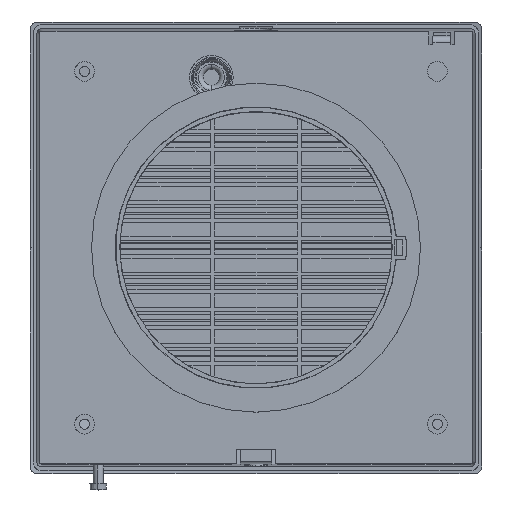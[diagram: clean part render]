
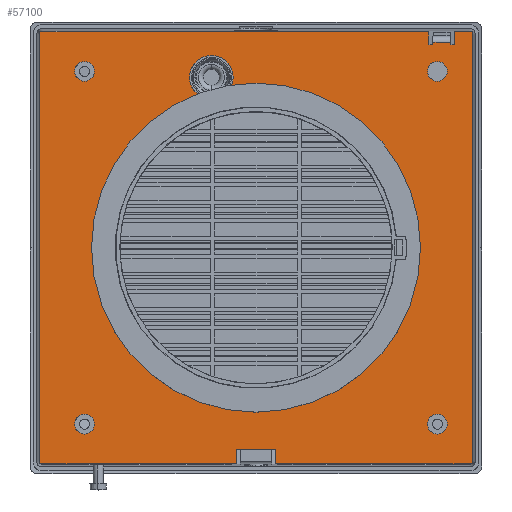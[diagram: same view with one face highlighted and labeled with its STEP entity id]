
A CAD part, top view. The second image highlights one B-rep face of the part: STEP entity #57100.
In plain terms, the highlighted planar face has unit normal (0, 0, 1).
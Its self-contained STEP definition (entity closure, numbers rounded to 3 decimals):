
#4710=CARTESIAN_POINT('',(100.253,104.751,
20.965));
#4720=VERTEX_POINT('',#4710);
#4750=CARTESIAN_POINT('',(-0.768,104.751,
20.965));
#4760=DIRECTION('',(-1.,0.,0.));
#4770=VECTOR('',#4760,1.);
#4780=LINE('',#4750,#4770);
#4790=CARTESIAN_POINT('',(98.25,104.751,
20.965));
#4800=VERTEX_POINT('',#4790);
#4810=EDGE_CURVE('',#4720,#4800,#4780,.T.);
#5030=CARTESIAN_POINT('',(89.25,104.751,
20.965));
#5040=VERTEX_POINT('',#5030);
#5070=CARTESIAN_POINT('',(-0.768,104.751,
20.965));
#5080=DIRECTION('',(-1.,0.,0.));
#5090=VECTOR('',#5080,1.);
#5100=LINE('',#5070,#5090);
#5110=CARTESIAN_POINT('',(87.247,104.751,
20.965));
#5120=VERTEX_POINT('',#5110);
#5130=EDGE_CURVE('',#5040,#5120,#5100,.T.);
#12140=CARTESIAN_POINT('',(98.25,99.706,20.965))
;
#12150=DIRECTION('',(0.,-1.,0.));
#12160=VECTOR('',#12150,1.);
#12170=LINE('',#12140,#12160);
#12180=CARTESIAN_POINT('',(98.25,106.001,
20.965));
#12190=VERTEX_POINT('',#12180);
#12200=EDGE_CURVE('',#12190,#4800,#12170,.T.);
#15620=CARTESIAN_POINT('',(76.212,8.748,
20.965));
#15630=VERTEX_POINT('',#15620);
#21680=CARTESIAN_POINT('',(71.202,-4.247,
20.965));
#21690=VERTEX_POINT('',#21680);
#21860=CARTESIAN_POINT('',(-9.956,-99.293,
20.965));
#21870=VERTEX_POINT('',#21860);
#22040=CARTESIAN_POINT('',(-9.956,-106.749,
20.965));
#22050=VERTEX_POINT('',#22040);
#22080=CARTESIAN_POINT('',(-9.956,99.706,20.965)
);
#22090=DIRECTION('',(0.,-1.,0.));
#22100=VECTOR('',#22090,1.);
#22110=LINE('',#22080,#22100);
#22120=EDGE_CURVE('',#21870,#22050,#22110,.T.);
#22240=CARTESIAN_POINT('',(2.475,2.251,
20.965));
#22250=DIRECTION('',(0.,0.,-1.));
#22260=DIRECTION('',(-1.,0.,0.));
#22270=AXIS2_PLACEMENT_3D('',#22240,#22250,#22260);
#22280=CIRCLE('',#22270,74.022);
#22290=CARTESIAN_POINT('',(76.212,-4.247,
20.965));
#22300=VERTEX_POINT('',#22290);
#22310=EDGE_CURVE('',#15630,#22300,#22280,.T.);
#23360=CARTESIAN_POINT('',(71.202,8.748,
20.965));
#23370=VERTEX_POINT('',#23360);
#23500=CARTESIAN_POINT('',(0.,2.251,
20.965));
#23510=DIRECTION('',(0.,0.,-1.));
#23520=DIRECTION('',(-1.,0.,0.));
#23530=AXIS2_PLACEMENT_3D('',#23500,#23510,#23520);
#23540=CIRCLE('',#23530,71.497);
#23550=EDGE_CURVE('',#21690,#23370,#23540,.T.);
#26210=CARTESIAN_POINT('',(-109.,-106.749,
20.965));
#26220=VERTEX_POINT('',#26210);
#26250=CARTESIAN_POINT('',(-0.768,-106.749,
20.965));
#26260=DIRECTION('',(-1.,0.,0.));
#26270=VECTOR('',#26260,1.);
#26280=LINE('',#26250,#26270);
#26290=EDGE_CURVE('',#22050,#26220,#26280,.T.);
#33270=CARTESIAN_POINT('',(-0.768,-99.293,
20.965));
#33280=DIRECTION('',(-1.,0.,0.));
#33290=VECTOR('',#33280,1.);
#33300=LINE('',#33270,#33290);
#33310=CARTESIAN_POINT('',(9.956,-99.293,
20.965));
#33320=VERTEX_POINT('',#33310);
#33330=EDGE_CURVE('',#33320,#21870,#33300,.T.);
#33750=CARTESIAN_POINT('',(87.247,99.706,20.965))
;
#33760=DIRECTION('',(0.,1.,0.));
#33770=VECTOR('',#33760,1.);
#33780=LINE('',#33750,#33770);
#33790=CARTESIAN_POINT('',(87.247,111.251,
20.965));
#33800=VERTEX_POINT('',#33790);
#33810=EDGE_CURVE('',#5120,#33800,#33780,.T.);
#40640=CARTESIAN_POINT('',(-0.768,111.251,
20.965));
#40650=DIRECTION('',(1.,0.,0.));
#40660=VECTOR('',#40650,1.);
#40670=LINE('',#40640,#40660);
#40680=CARTESIAN_POINT('',(-109.,111.251,
20.965));
#40690=VERTEX_POINT('',#40680);
#40700=EDGE_CURVE('',#40690,#33800,#40670,.T.);
#42300=CARTESIAN_POINT('',(-0.768,8.748,
20.965));
#42310=DIRECTION('',(1.,0.,0.));
#42320=VECTOR('',#42310,1.);
#42330=LINE('',#42300,#42320);
#42340=EDGE_CURVE('',#23370,#15630,#42330,.T.);
#43900=CARTESIAN_POINT('',(-0.768,-4.247,
20.965));
#43910=DIRECTION('',(1.,0.,0.));
#43920=VECTOR('',#43910,1.);
#43930=LINE('',#43900,#43920);
#43940=EDGE_CURVE('',#21690,#22300,#43930,.T.);
#49720=CARTESIAN_POINT('',(-0.768,111.251,
20.965));
#49730=DIRECTION('',(1.,0.,0.));
#49740=VECTOR('',#49730,1.);
#49750=LINE('',#49720,#49740);
#49760=CARTESIAN_POINT('',(100.253,111.251,
20.965));
#49770=VERTEX_POINT('',#49760);
#49780=CARTESIAN_POINT('',(109.,111.251,
20.965));
#49790=VERTEX_POINT('',#49780);
#49800=EDGE_CURVE('',#49770,#49790,#49750,.T.);
#51590=CARTESIAN_POINT('',(100.253,99.706,20.965))
;
#51600=DIRECTION('',(0.,-1.,0.));
#51610=VECTOR('',#51600,1.);
#51620=LINE('',#51590,#51610);
#51630=EDGE_CURVE('',#49770,#4720,#51620,.T.);
#55410=CARTESIAN_POINT('',(89.25,106.001,
20.965));
#55420=VERTEX_POINT('',#55410);
#55450=CARTESIAN_POINT('',(89.25,99.706,20.965))
;
#55460=DIRECTION('',(0.,1.,0.));
#55470=VECTOR('',#55460,1.);
#55480=LINE('',#55450,#55470);
#55490=EDGE_CURVE('',#5040,#55420,#55480,.T.);
#55770=CARTESIAN_POINT('',(76.072,-3.549,
20.965));
#55780=DIRECTION('',(0.,0.,-1.));
#55790=DIRECTION('',(-1.,0.,0.));
#55800=AXIS2_PLACEMENT_3D('',#55770,#55780,#55790);
#55810=PLANE('',#55800);
#55820=CARTESIAN_POINT('',(91.5,91.251,
20.965));
#55830=DIRECTION('',(0.,0.,-1.));
#55840=DIRECTION('',(1.,0.,0.));
#55850=AXIS2_PLACEMENT_3D('',#55820,#55830,#55840);
#55860=CIRCLE('',#55850,5.);
#55870=CARTESIAN_POINT('',(96.5,91.251,
20.965));
#55880=VERTEX_POINT('',#55870);
#55890=CARTESIAN_POINT('',(86.5,91.251,
20.965));
#55900=VERTEX_POINT('',#55890);
#55910=EDGE_CURVE('',#55880,#55900,#55860,.T.);
#55920=ORIENTED_EDGE('',*,*,#55910,.T.);
#55930=EDGE_CURVE('',#55900,#55880,#55860,.T.);
#55940=ORIENTED_EDGE('',*,*,#55930,.T.);
#55950=EDGE_LOOP('',(#55940,#55920));
#55960=FACE_BOUND('',#55950,.T.);
#55970=ORIENTED_EDGE('',*,*,#43940,.F.);
#55980=ORIENTED_EDGE('',*,*,#22310,.T.);
#55990=ORIENTED_EDGE('',*,*,#42340,.T.);
#56000=ORIENTED_EDGE('',*,*,#23550,.T.);
#56010=EDGE_LOOP('',(#56000,#55990,#55980,#55970));
#56020=FACE_BOUND('',#56010,.T.);
#56030=CARTESIAN_POINT('',(91.5,-86.749,
20.965));
#56040=DIRECTION('',(0.,0.,-1.));
#56050=DIRECTION('',(1.,0.,0.));
#56060=AXIS2_PLACEMENT_3D('',#56030,#56040,#56050);
#56070=CIRCLE('',#56060,5.);
#56080=CARTESIAN_POINT('',(96.5,-86.749,
20.965));
#56090=VERTEX_POINT('',#56080);
#56100=CARTESIAN_POINT('',(86.5,-86.749,
20.965));
#56110=VERTEX_POINT('',#56100);
#56120=EDGE_CURVE('',#56090,#56110,#56070,.T.);
#56130=ORIENTED_EDGE('',*,*,#56120,.T.);
#56140=EDGE_CURVE('',#56110,#56090,#56070,.T.);
#56150=ORIENTED_EDGE('',*,*,#56140,.T.);
#56160=EDGE_LOOP('',(#56150,#56130));
#56170=FACE_BOUND('',#56160,.T.);
#56180=CARTESIAN_POINT('',(-86.5,-86.749,
20.965));
#56190=DIRECTION('',(0.,0.,-1.));
#56200=DIRECTION('',(1.,0.,0.));
#56210=AXIS2_PLACEMENT_3D('',#56180,#56190,#56200);
#56220=CIRCLE('',#56210,5.);
#56230=CARTESIAN_POINT('',(-81.5,-86.749,
20.965));
#56240=VERTEX_POINT('',#56230);
#56250=CARTESIAN_POINT('',(-91.5,-86.749,
20.965));
#56260=VERTEX_POINT('',#56250);
#56270=EDGE_CURVE('',#56240,#56260,#56220,.T.);
#56280=ORIENTED_EDGE('',*,*,#56270,.T.);
#56290=EDGE_CURVE('',#56260,#56240,#56220,.T.);
#56300=ORIENTED_EDGE('',*,*,#56290,.T.);
#56310=EDGE_LOOP('',(#56300,#56280));
#56320=FACE_BOUND('',#56310,.T.);
#56330=CARTESIAN_POINT('',(-22.5,88.251,
20.965));
#56340=DIRECTION('',(0.,0.,-1.));
#56350=DIRECTION('',(1.,0.,0.));
#56360=AXIS2_PLACEMENT_3D('',#56330,#56340,#56350);
#56370=CIRCLE('',#56360,11.);
#56380=CARTESIAN_POINT('',(-11.5,88.251,
20.965));
#56390=VERTEX_POINT('',#56380);
#56400=CARTESIAN_POINT('',(-33.5,88.251,
20.965));
#56410=VERTEX_POINT('',#56400);
#56420=EDGE_CURVE('',#56390,#56410,#56370,.T.);
#56430=ORIENTED_EDGE('',*,*,#56420,.T.);
#56440=EDGE_CURVE('',#56410,#56390,#56370,.T.);
#56450=ORIENTED_EDGE('',*,*,#56440,.T.);
#56460=EDGE_LOOP('',(#56450,#56430));
#56470=FACE_BOUND('',#56460,.T.);
#56480=CARTESIAN_POINT('',(-86.5,91.251,
20.965));
#56490=DIRECTION('',(0.,0.,-1.));
#56500=DIRECTION('',(1.,0.,0.));
#56510=AXIS2_PLACEMENT_3D('',#56480,#56490,#56500);
#56520=CIRCLE('',#56510,5.);
#56530=CARTESIAN_POINT('',(-81.5,91.251,
20.965));
#56540=VERTEX_POINT('',#56530);
#56550=CARTESIAN_POINT('',(-91.5,91.251,
20.965));
#56560=VERTEX_POINT('',#56550);
#56570=EDGE_CURVE('',#56540,#56560,#56520,.T.);
#56580=ORIENTED_EDGE('',*,*,#56570,.T.);
#56590=EDGE_CURVE('',#56560,#56540,#56520,.T.);
#56600=ORIENTED_EDGE('',*,*,#56590,.T.);
#56610=EDGE_LOOP('',(#56600,#56580));
#56620=FACE_BOUND('',#56610,.T.);
#56630=ORIENTED_EDGE('',*,*,#33810,.T.);
#56640=ORIENTED_EDGE('',*,*,#5130,.T.);
#56650=ORIENTED_EDGE('',*,*,#55490,.F.);
#56660=CARTESIAN_POINT('',(-0.768,106.001,
20.965));
#56670=DIRECTION('',(-1.,0.,0.));
#56680=VECTOR('',#56670,1.);
#56690=LINE('',#56660,#56680);
#56700=EDGE_CURVE('',#12190,#55420,#56690,.T.);
#56710=ORIENTED_EDGE('',*,*,#56700,.T.);
#56720=ORIENTED_EDGE('',*,*,#12200,.F.);
#56730=ORIENTED_EDGE('',*,*,#4810,.T.);
#56740=ORIENTED_EDGE('',*,*,#51630,.T.);
#56750=ORIENTED_EDGE('',*,*,#49800,.F.);
#56760=CARTESIAN_POINT('',(109.,99.706,20.965))
;
#56770=DIRECTION('',(0.,-1.,0.));
#56780=VECTOR('',#56770,1.);
#56790=LINE('',#56760,#56780);
#56800=CARTESIAN_POINT('',(109.,-106.749,
20.965));
#56810=VERTEX_POINT('',#56800);
#56820=EDGE_CURVE('',#49790,#56810,#56790,.T.);
#56830=ORIENTED_EDGE('',*,*,#56820,.F.);
#56840=CARTESIAN_POINT('',(-0.768,-106.749,
20.965));
#56850=DIRECTION('',(1.,0.,0.));
#56860=VECTOR('',#56850,1.);
#56870=LINE('',#56840,#56860);
#56880=CARTESIAN_POINT('',(9.956,-106.749,
20.965));
#56890=VERTEX_POINT('',#56880);
#56900=EDGE_CURVE('',#56890,#56810,#56870,.T.);
#56910=ORIENTED_EDGE('',*,*,#56900,.T.);
#56920=CARTESIAN_POINT('',(9.956,99.706,20.965))
;
#56930=DIRECTION('',(0.,1.,0.));
#56940=VECTOR('',#56930,1.);
#56950=LINE('',#56920,#56940);
#56960=EDGE_CURVE('',#56890,#33320,#56950,.T.);
#56970=ORIENTED_EDGE('',*,*,#56960,.F.);
#56980=ORIENTED_EDGE('',*,*,#33330,.F.);
#56990=ORIENTED_EDGE('',*,*,#22120,.F.);
#57000=ORIENTED_EDGE('',*,*,#26290,.F.);
#57010=CARTESIAN_POINT('',(-109.,99.706,20.965)
);
#57020=DIRECTION('',(0.,1.,0.));
#57030=VECTOR('',#57020,1.);
#57040=LINE('',#57010,#57030);
#57050=EDGE_CURVE('',#26220,#40690,#57040,.T.);
#57060=ORIENTED_EDGE('',*,*,#57050,.F.);
#57070=ORIENTED_EDGE('',*,*,#40700,.F.);
#57080=EDGE_LOOP('',(#57070,#57060,#57000,#56990,#56980,#56970,#56910,
#56830,#56750,#56740,#56730,#56720,#56710,#56650,#56640,#56630));
#57090=FACE_OUTER_BOUND('',#57080,.T.);
#57100=ADVANCED_FACE('',(#55960,#56020,#56170,#56320,#56470,#56620,
#57090),#55810,.F.);
